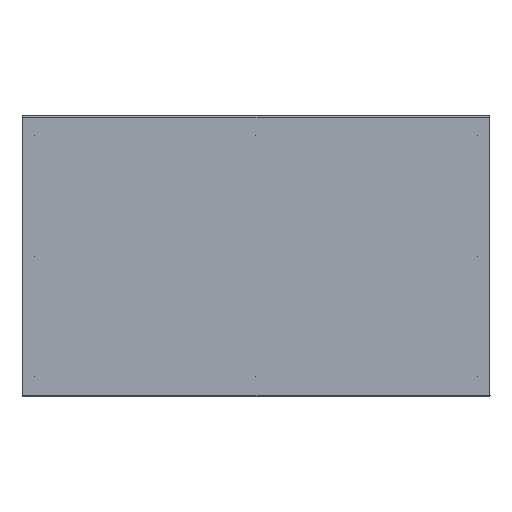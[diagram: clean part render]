
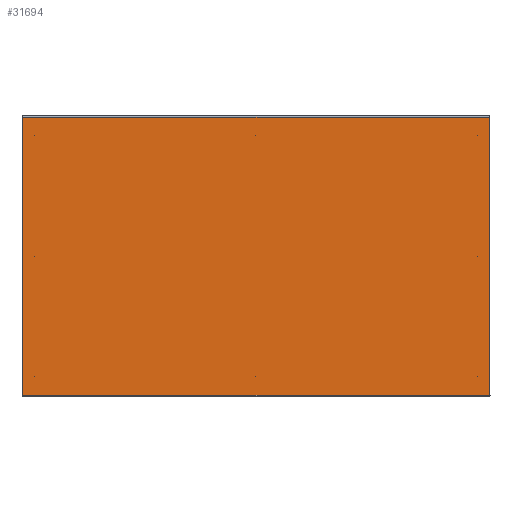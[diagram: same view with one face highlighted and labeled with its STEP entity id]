
A CAD part, front view. The second image highlights one B-rep face of the part: STEP entity #31694.
In plain terms, the highlighted planar face has unit normal (0, -1, 0).
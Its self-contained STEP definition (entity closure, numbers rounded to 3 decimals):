
#2764=PLANE('',#34805);
#4527=FACE_OUTER_BOUND('',#6864,.T.);
#6864=EDGE_LOOP('',(#27172,#27173,#27174,#27175));
#8980=LINE('',#54657,#11031);
#9063=LINE('',#55185,#11114);
#9069=LINE('',#55207,#11120);
#9072=LINE('',#55213,#11123);
#11031=VECTOR('',#42662,996.859);
#11114=VECTOR('',#42851,595.);
#11120=VECTOR('',#42875,595.);
#11123=VECTOR('',#42884,996.859);
#14970=VERTEX_POINT('',#54654);
#14971=VERTEX_POINT('',#54656);
#15026=VERTEX_POINT('',#55184);
#15033=VERTEX_POINT('',#55205);
#19011=EDGE_CURVE('',#14971,#14970,#8980,.T.);
#19121=EDGE_CURVE('',#15026,#14971,#9063,.T.);
#19133=EDGE_CURVE('',#14970,#15033,#9069,.T.);
#19136=EDGE_CURVE('',#15033,#15026,#9072,.T.);
#27172=ORIENTED_EDGE('',*,*,#19136,.T.);
#27173=ORIENTED_EDGE('',*,*,#19121,.T.);
#27174=ORIENTED_EDGE('',*,*,#19011,.T.);
#27175=ORIENTED_EDGE('',*,*,#19133,.T.);
#31694=ADVANCED_FACE('',(#4527),#2764,.F.);
#34805=AXIS2_PLACEMENT_3D('',#55216,#42888,#42889);
#42662=DIRECTION('',(-1.,0.,0.));
#42851=DIRECTION('',(0.,0.,1.));
#42875=DIRECTION('',(0.,0.,-1.));
#42884=DIRECTION('',(1.,0.,0.));
#42888=DIRECTION('center_axis',(0.,1.,0.));
#42889=DIRECTION('ref_axis',(0.,0.,1.));
#54654=CARTESIAN_POINT('',(-498.429,0.,297.5));
#54656=CARTESIAN_POINT('',(498.429,0.,297.5));
#54657=CARTESIAN_POINT('',(-497.145,0.,297.5));
#55184=CARTESIAN_POINT('',(498.429,0.,-297.5));
#55185=CARTESIAN_POINT('',(498.429,0.,148.75));
#55205=CARTESIAN_POINT('',(-498.429,0.,-297.5));
#55207=CARTESIAN_POINT('',(-498.429,0.,-148.75));
#55213=CARTESIAN_POINT('',(497.145,0.,-297.5));
#55216=CARTESIAN_POINT('Origin',(0.,0.,0.));
